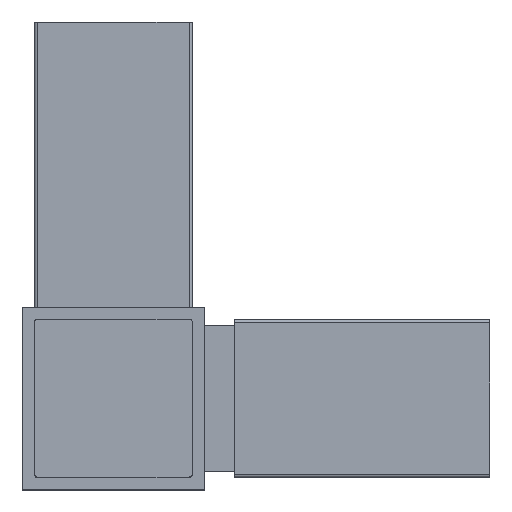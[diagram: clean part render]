
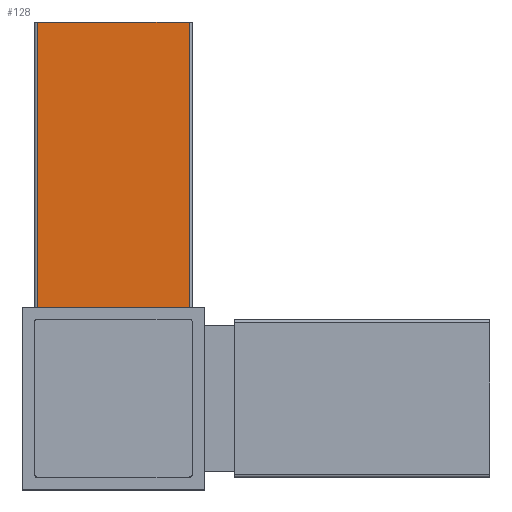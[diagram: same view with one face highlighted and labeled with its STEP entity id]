
A CAD part, top view. The second image highlights one B-rep face of the part: STEP entity #128.
In plain terms, the highlighted planar face has unit normal (0, 0, 1).
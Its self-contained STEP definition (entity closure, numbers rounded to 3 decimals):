
#128 = ADVANCED_FACE( '', ( #293 ), #294, .F. );
#293 = FACE_OUTER_BOUND( '', #498, .T. );
#294 = PLANE( '', #499 );
#498 = EDGE_LOOP( '', ( #816, #817, #818, #819 ) );
#499 = AXIS2_PLACEMENT_3D( '', #820, #821, #822 );
#816 = ORIENTED_EDGE( '', *, *, #1280, .T. );
#817 = ORIENTED_EDGE( '', *, *, #1281, .T. );
#818 = ORIENTED_EDGE( '', *, *, #1282, .F. );
#819 = ORIENTED_EDGE( '', *, *, #1283, .F. );
#820 = CARTESIAN_POINT( '', ( -12.5, 62., 13. ) );
#821 = DIRECTION( '', ( 0., 0., -1. ) );
#822 = DIRECTION( '', ( -1., 0., 0. ) );
#1280 = EDGE_CURVE( '', #1559, #1560, #1561, .T. );
#1281 = EDGE_CURVE( '', #1560, #1562, #1563, .T. );
#1282 = EDGE_CURVE( '', #1564, #1562, #1565, .T. );
#1283 = EDGE_CURVE( '', #1559, #1564, #1566, .T. );
#1559 = VERTEX_POINT( '', #1935 );
#1560 = VERTEX_POINT( '', #1936 );
#1561 = LINE( '', #1937, #1938 );
#1562 = VERTEX_POINT( '', #1939 );
#1563 = LINE( '', #1940, #1941 );
#1564 = VERTEX_POINT( '', #1942 );
#1565 = LINE( '', #1943, #1944 );
#1566 = LINE( '', #1945, #1946 );
#1935 = CARTESIAN_POINT( '', ( -12.5, 62., 13. ) );
#1936 = CARTESIAN_POINT( '', ( -12.5, 15., 13. ) );
#1937 = CARTESIAN_POINT( '', ( -12.5, 62., 13. ) );
#1938 = VECTOR( '', #2241, 1000. );
#1939 = CARTESIAN_POINT( '', ( 12.5, 15., 13. ) );
#1940 = CARTESIAN_POINT( '', ( 15., 15., 13. ) );
#1941 = VECTOR( '', #2242, 1000. );
#1942 = CARTESIAN_POINT( '', ( 12.5, 62., 13. ) );
#1943 = CARTESIAN_POINT( '', ( 12.5, 62., 13. ) );
#1944 = VECTOR( '', #2243, 1000. );
#1945 = CARTESIAN_POINT( '', ( -12.5, 62., 13. ) );
#1946 = VECTOR( '', #2244, 1000. );
#2241 = DIRECTION( '', ( 0., -1., 0. ) );
#2242 = DIRECTION( '', ( 1., 0., 0. ) );
#2243 = DIRECTION( '', ( 0., -1., 0. ) );
#2244 = DIRECTION( '', ( 1., 0., 0. ) );
